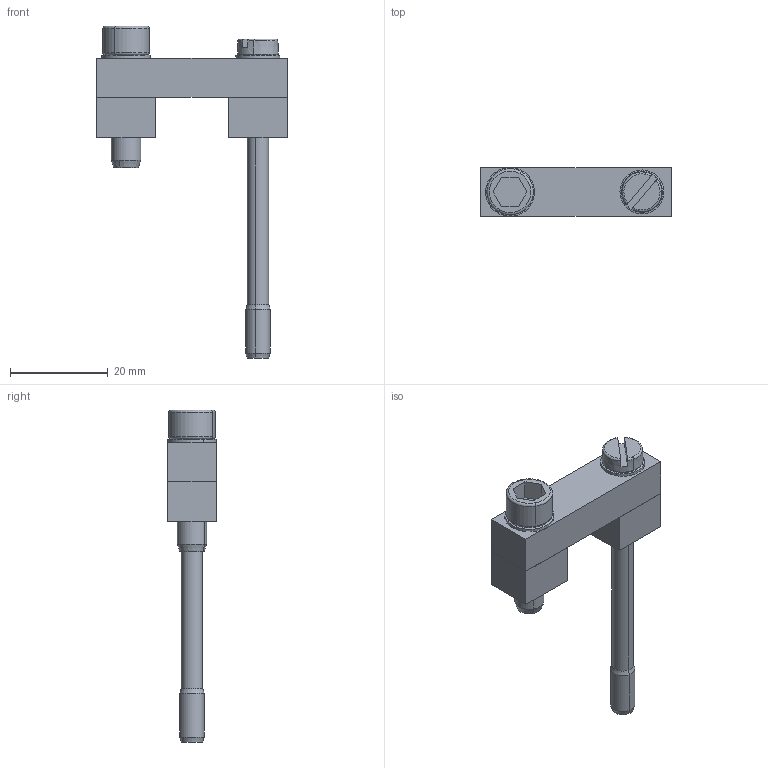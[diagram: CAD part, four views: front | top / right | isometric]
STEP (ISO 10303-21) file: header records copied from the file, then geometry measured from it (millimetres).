
FILE_DESCRIPTION(('CATIA V5 STEP Exchange','CAx-IF Rec.Pracs.--- Model Styling and Organization---1.4--- 2014-01-23'),'2;1');
FILE_NAME ('060495-12_1', '2021-12-02T05:27:32+00:00', ('none'), ('Weidmueller'), 'CATIA Version 5-6 Release 2016 SP3 HF44', 'CATIA V5 STEP AP214', 'none');
FILE_SCHEMA(('AUTOMOTIVE_DESIGN { 1 0 10303 214 1 1 1 1 }'));
Length unit declared in the file: millimetre
Products named in the file (1): 36387 WQV PEN 95N/120N
Bounding box: 39 x 10 x 67.96 mm (x, y, z)
Volume: 6198.7 mm3; surface area: 5254.1 mm2
Topology: 7 solids, 7 shells, 99 faces, 218 edges, 132 vertices
Faces by surface type: plane 35, cylinder 32, cone 18, torus 14
Entity records: 2502 total; most frequent: CARTESIAN_POINT 444, ORIENTED_EDGE 436, DIRECTION 340, EDGE_CURVE 218, AXIS2_PLACEMENT_3D 168, VERTEX_POINT 132, EDGE_LOOP 110, VECTOR 108
